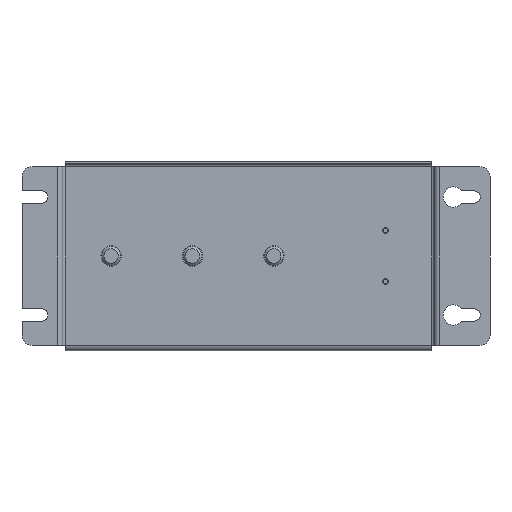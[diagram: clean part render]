
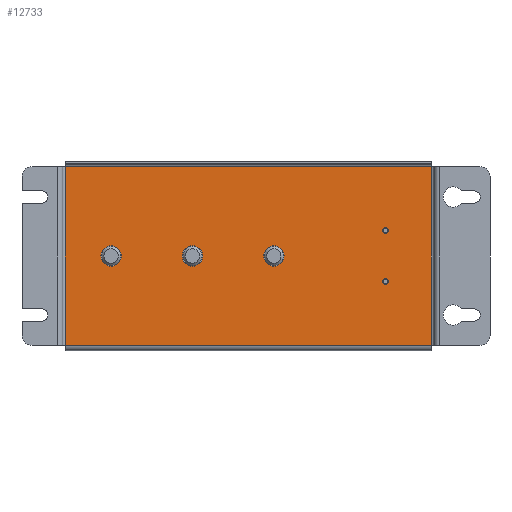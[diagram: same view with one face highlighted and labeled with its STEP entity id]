
A CAD part, front view. The second image highlights one B-rep face of the part: STEP entity #12733.
In plain terms, the highlighted planar face has unit normal (0, -1, 0).
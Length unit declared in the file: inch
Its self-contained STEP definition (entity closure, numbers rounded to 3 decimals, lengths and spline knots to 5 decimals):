
#291=FACE_BOUND('',#1794,.T.);
#292=FACE_BOUND('',#1795,.T.);
#293=FACE_BOUND('',#1796,.T.);
#294=FACE_BOUND('',#1797,.T.);
#295=FACE_BOUND('',#1798,.T.);
#490=PLANE('',#13666);
#1046=FACE_OUTER_BOUND('',#1793,.T.);
#1793=EDGE_LOOP('',(#9134,#9135,#9136,#9137));
#1794=EDGE_LOOP('',(#9138));
#1795=EDGE_LOOP('',(#9139));
#1796=EDGE_LOOP('',(#9140));
#1797=EDGE_LOOP('',(#9141));
#1798=EDGE_LOOP('',(#9142));
#2673=LINE('',#18899,#3981);
#2709=LINE('',#19020,#4017);
#2715=LINE('',#19039,#4023);
#2729=LINE('',#19074,#4037);
#3981=VECTOR('',#15009,0.3937);
#4017=VECTOR('',#15155,0.3937);
#4023=VECTOR('',#15181,0.3937);
#4037=VECTOR('',#15221,0.3937);
#5252=CIRCLE('',#13619,0.052);
#5254=CIRCLE('',#13622,0.052);
#5256=CIRCLE('',#13625,0.25);
#5258=CIRCLE('',#13628,0.25);
#5260=CIRCLE('',#13631,0.25);
#5781=VERTEX_POINT('',#18896);
#5782=VERTEX_POINT('',#18898);
#5801=VERTEX_POINT('',#18975);
#5803=VERTEX_POINT('',#18981);
#5805=VERTEX_POINT('',#18987);
#5807=VERTEX_POINT('',#18993);
#5809=VERTEX_POINT('',#18999);
#5812=VERTEX_POINT('',#19013);
#5815=VERTEX_POINT('',#19034);
#7012=EDGE_CURVE('',#5782,#5781,#2673,.T.);
#7051=EDGE_CURVE('',#5801,#5801,#5252,.T.);
#7054=EDGE_CURVE('',#5803,#5803,#5254,.T.);
#7057=EDGE_CURVE('',#5805,#5805,#5256,.T.);
#7060=EDGE_CURVE('',#5807,#5807,#5258,.T.);
#7063=EDGE_CURVE('',#5809,#5809,#5260,.T.);
#7073=EDGE_CURVE('',#5812,#5782,#2709,.T.);
#7083=EDGE_CURVE('',#5781,#5815,#2715,.T.);
#7101=EDGE_CURVE('',#5815,#5812,#2729,.T.);
#9134=ORIENTED_EDGE('',*,*,#7101,.T.);
#9135=ORIENTED_EDGE('',*,*,#7073,.T.);
#9136=ORIENTED_EDGE('',*,*,#7012,.T.);
#9137=ORIENTED_EDGE('',*,*,#7083,.T.);
#9138=ORIENTED_EDGE('',*,*,#7051,.T.);
#9139=ORIENTED_EDGE('',*,*,#7054,.T.);
#9140=ORIENTED_EDGE('',*,*,#7057,.T.);
#9141=ORIENTED_EDGE('',*,*,#7060,.T.);
#9142=ORIENTED_EDGE('',*,*,#7063,.T.);
#12733=ADVANCED_FACE('',(#1046,#291,#292,#293,#294,#295),#490,.F.);
#13619=AXIS2_PLACEMENT_3D('',#18977,#15100,#15101);
#13622=AXIS2_PLACEMENT_3D('',#18983,#15107,#15108);
#13625=AXIS2_PLACEMENT_3D('',#18989,#15114,#15115);
#13628=AXIS2_PLACEMENT_3D('',#18995,#15121,#15122);
#13631=AXIS2_PLACEMENT_3D('',#19001,#15128,#15129);
#13666=AXIS2_PLACEMENT_3D('',#19076,#15224,#15225);
#15009=DIRECTION('',(1.,0.,0.));
#15100=DIRECTION('center_axis',(0.,1.,0.));
#15101=DIRECTION('ref_axis',(1.,0.,0.));
#15107=DIRECTION('center_axis',(0.,1.,0.));
#15108=DIRECTION('ref_axis',(1.,0.,0.));
#15114=DIRECTION('center_axis',(0.,1.,0.));
#15115=DIRECTION('ref_axis',(1.,0.,0.));
#15121=DIRECTION('center_axis',(0.,1.,0.));
#15122=DIRECTION('ref_axis',(1.,0.,0.));
#15128=DIRECTION('center_axis',(0.,1.,0.));
#15129=DIRECTION('ref_axis',(1.,0.,0.));
#15155=DIRECTION('',(0.,0.,-1.));
#15181=DIRECTION('',(0.,0.,1.));
#15221=DIRECTION('',(-1.,0.,0.));
#15224=DIRECTION('center_axis',(0.,1.,0.));
#15225=DIRECTION('ref_axis',(0.,0.,1.));
#18896=CARTESIAN_POINT('',(4.5,0.,-2.2));
#18898=CARTESIAN_POINT('',(-4.5,0.,-2.2));
#18899=CARTESIAN_POINT('',(-4.5,0.,-2.2));
#18975=CARTESIAN_POINT('',(3.316,0.,-0.625));
#18977=CARTESIAN_POINT('Origin',(3.368,0.,-0.625));
#18981=CARTESIAN_POINT('',(3.316,0.,0.625));
#18983=CARTESIAN_POINT('Origin',(3.368,0.,0.625));
#18987=CARTESIAN_POINT('',(-1.625,0.,0.));
#18989=CARTESIAN_POINT('Origin',(-1.375,0.,0.));
#18993=CARTESIAN_POINT('',(-3.625,0.,0.));
#18995=CARTESIAN_POINT('Origin',(-3.375,0.,0.));
#18999=CARTESIAN_POINT('',(0.375,0.,0.));
#19001=CARTESIAN_POINT('Origin',(0.625,0.,0.));
#19013=CARTESIAN_POINT('',(-4.5,0.,2.2));
#19020=CARTESIAN_POINT('',(-4.5,0.,2.2));
#19034=CARTESIAN_POINT('',(4.5,0.,2.2));
#19039=CARTESIAN_POINT('',(4.5,0.,-2.2));
#19074=CARTESIAN_POINT('',(4.5,0.,2.2));
#19076=CARTESIAN_POINT('Origin',(0.,0.,0.));
